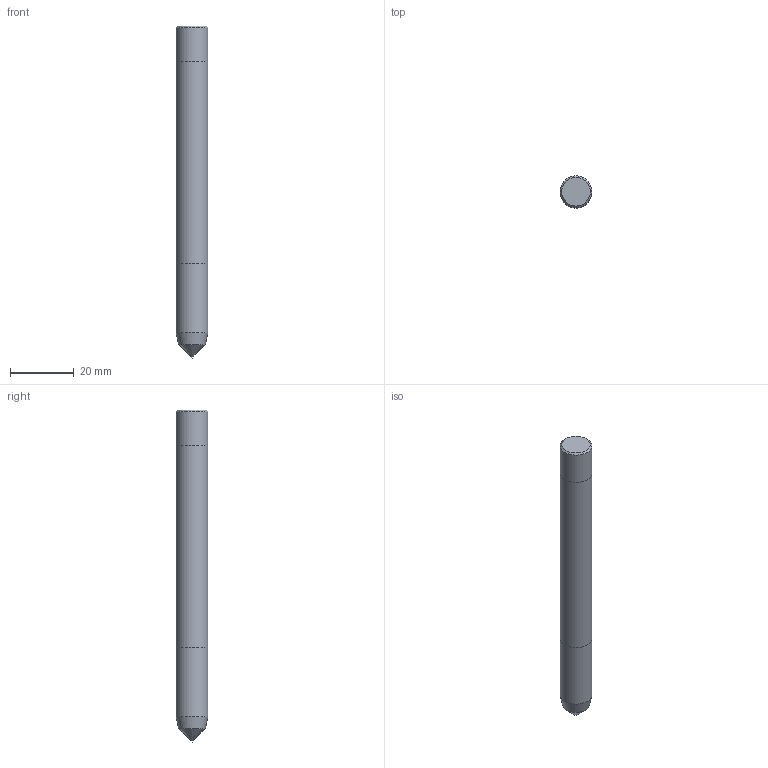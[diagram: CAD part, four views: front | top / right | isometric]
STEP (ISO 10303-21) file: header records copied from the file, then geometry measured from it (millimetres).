
FILE_DESCRIPTION(('STEP'), '1');
FILE_NAME('T300-SD101DA-M10 D125.stp', '2018-03-13T14:17:39', ('TDM Systems GmbH'), ('TDM Systems GmbH'), 'HarmonyWare STEP v2.0.6.4 Express v2.2.0.0', 'TDM', 'Unknown');
FILE_SCHEMA(('AUTOMOTIVE_DESIGN'));
Length unit declared in the file: millimetre
Products named in the file (1): NONE
Bounding box: 10 x 10 x 104.26 mm (x, y, z)
Volume: 7886.9 mm3; surface area: 4682.2 mm2
Topology: 2 solids, 2 shells, 11 faces, 23 edges, 20 vertices
Faces by surface type: bspline 8, plane 3
Entity records: 457 total; most frequent: CARTESIAN_POINT 192, DIRECTION 44, ORIENTED_EDGE 36, EDGE_CURVE 18, AXIS2_PLACEMENT_3D 16, EDGE_LOOP 13, LINE 12, VECTOR 12
